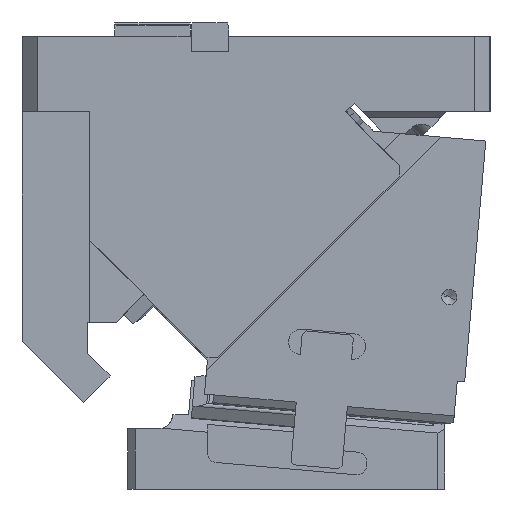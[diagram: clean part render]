
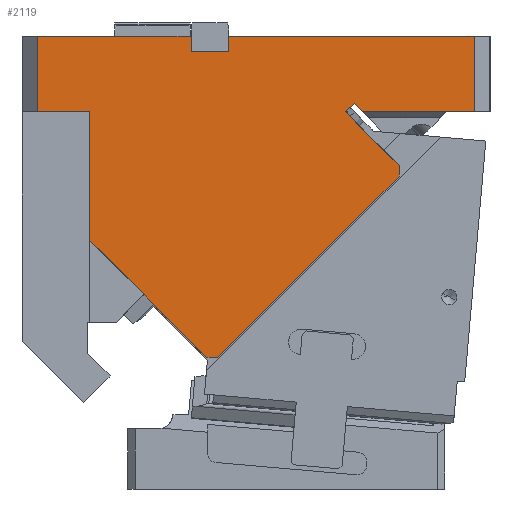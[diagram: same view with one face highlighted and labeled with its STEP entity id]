
A CAD part, front view. The second image highlights one B-rep face of the part: STEP entity #2119.
In plain terms, the highlighted planar face has unit normal (0, -1, 0).
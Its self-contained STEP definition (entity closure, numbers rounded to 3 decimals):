
#435=CARTESIAN_POINT('Vertex',(-300.,-75.,300.)) ;
#438=CARTESIAN_POINT('Line Origine',(-249.,-75.,300.)) ;
#442=CARTESIAN_POINT('Vertex',(-198.,-75.,300.)) ;
#820=CARTESIAN_POINT('Vertex',(-173.,-75.,300.)) ;
#823=CARTESIAN_POINT('Line Origine',(-91.5,-75.,300.)) ;
#827=CARTESIAN_POINT('Vertex',(-10.,-75.,300.)) ;
#998=CARTESIAN_POINT('Vertex',(-10.,-75.,250.)) ;
#1001=CARTESIAN_POINT('Line Origine',(-47.191,-75.,250.)) ;
#1005=CARTESIAN_POINT('Vertex',(-84.382,-75.,250.)) ;
#1218=CARTESIAN_POINT('Line Origine',(-87.166,-75.,252.784)) ;
#1222=CARTESIAN_POINT('Vertex',(-89.951,-75.,255.569)) ;
#1982=CARTESIAN_POINT('Line Origine',(-198.,-75.,295.)) ;
#1986=CARTESIAN_POINT('Vertex',(-198.,-75.,290.)) ;
#2001=CARTESIAN_POINT('Axis2P3D Location',(0.,-75.,250.)) ;
#2006=CARTESIAN_POINT('Line Origine',(-226.266,-75.,126.011)) ;
#2010=CARTESIAN_POINT('Vertex',(-187.531,-75.,87.277)) ;
#2012=CARTESIAN_POINT('Vertex',(-265.,-75.,164.746)) ;
#2015=CARTESIAN_POINT('Line Origine',(-183.996,-75.,87.277)) ;
#2019=CARTESIAN_POINT('Vertex',(-180.46,-75.,87.277)) ;
#2022=CARTESIAN_POINT('Line Origine',(-120.356,-75.,147.381)) ;
#2026=CARTESIAN_POINT('Vertex',(-60.252,-75.,207.485)) ;
#2029=CARTESIAN_POINT('Line Origine',(-60.252,-75.,211.021)) ;
#2033=CARTESIAN_POINT('Vertex',(-60.252,-75.,214.556)) ;
#2036=CARTESIAN_POINT('Line Origine',(-77.939,-75.,232.244)) ;
#2040=CARTESIAN_POINT('Vertex',(-95.627,-75.,249.931)) ;
#2043=CARTESIAN_POINT('Line Origine',(-95.273,-75.,250.284)) ;
#2047=CARTESIAN_POINT('Vertex',(-94.919,-75.,250.638)) ;
#2050=CARTESIAN_POINT('Line Origine',(-94.91,-75.,250.628)) ;
#2054=CARTESIAN_POINT('Vertex',(-94.9,-75.,250.619)) ;
#2057=CARTESIAN_POINT('Line Origine',(-92.426,-75.,253.094)) ;
#2062=CARTESIAN_POINT('Line Origine',(-10.,-75.,275.)) ;
#2067=CARTESIAN_POINT('Line Origine',(-173.,-75.,295.)) ;
#2071=CARTESIAN_POINT('Vertex',(-173.,-75.,290.)) ;
#2074=CARTESIAN_POINT('Line Origine',(-185.5,-75.,290.)) ;
#2079=CARTESIAN_POINT('Line Origine',(-300.,-75.,275.)) ;
#2083=CARTESIAN_POINT('Vertex',(-300.,-75.,250.)) ;
#2086=CARTESIAN_POINT('Line Origine',(-282.5,-75.,250.)) ;
#2090=CARTESIAN_POINT('Vertex',(-265.,-75.,250.)) ;
#2093=CARTESIAN_POINT('Line Origine',(-265.,-75.,207.373)) ;
#439=DIRECTION('Vector Direction',(-1.,0.,0.)) ;
#824=DIRECTION('Vector Direction',(-1.,0.,0.)) ;
#1002=DIRECTION('Vector Direction',(1.,0.,0.)) ;
#1219=DIRECTION('Vector Direction',(0.707,0.,-0.707)) ;
#1983=DIRECTION('Vector Direction',(0.,0.,1.)) ;
#2002=DIRECTION('Axis2P3D Direction',(0.,1.,0.)) ;
#2003=DIRECTION('Axis2P3D XDirection',(-1.,0.,0.)) ;
#2007=DIRECTION('Vector Direction',(-0.707,0.,0.707)) ;
#2016=DIRECTION('Vector Direction',(1.,0.,0.)) ;
#2023=DIRECTION('Vector Direction',(0.707,0.,0.707)) ;
#2030=DIRECTION('Vector Direction',(0.,0.,1.)) ;
#2037=DIRECTION('Vector Direction',(-0.707,0.,0.707)) ;
#2044=DIRECTION('Vector Direction',(0.707,0.,0.707)) ;
#2051=DIRECTION('Vector Direction',(-0.707,0.,0.707)) ;
#2058=DIRECTION('Vector Direction',(0.707,0.,0.707)) ;
#2063=DIRECTION('Vector Direction',(0.,0.,1.)) ;
#2068=DIRECTION('Vector Direction',(0.,0.,1.)) ;
#2075=DIRECTION('Vector Direction',(1.,0.,0.)) ;
#2080=DIRECTION('Vector Direction',(0.,0.,-1.)) ;
#2087=DIRECTION('Vector Direction',(1.,0.,0.)) ;
#2094=DIRECTION('Vector Direction',(0.,0.,-1.)) ;
#2004=AXIS2_PLACEMENT_3D('Plane Axis2P3D',#2001,#2002,#2003) ;
#2099=ORIENTED_EDGE('',*,*,#2014,.F.) ;
#2100=ORIENTED_EDGE('',*,*,#2021,.T.) ;
#2101=ORIENTED_EDGE('',*,*,#2028,.T.) ;
#2102=ORIENTED_EDGE('',*,*,#2035,.T.) ;
#2103=ORIENTED_EDGE('',*,*,#2042,.T.) ;
#2104=ORIENTED_EDGE('',*,*,#2049,.T.) ;
#2105=ORIENTED_EDGE('',*,*,#2056,.F.) ;
#2106=ORIENTED_EDGE('',*,*,#2061,.T.) ;
#2107=ORIENTED_EDGE('',*,*,#1224,.T.) ;
#2108=ORIENTED_EDGE('',*,*,#1007,.T.) ;
#2109=ORIENTED_EDGE('',*,*,#2066,.T.) ;
#2110=ORIENTED_EDGE('',*,*,#829,.T.) ;
#2111=ORIENTED_EDGE('',*,*,#2073,.F.) ;
#2112=ORIENTED_EDGE('',*,*,#2078,.F.) ;
#2113=ORIENTED_EDGE('',*,*,#1988,.T.) ;
#2114=ORIENTED_EDGE('',*,*,#444,.T.) ;
#2115=ORIENTED_EDGE('',*,*,#2085,.T.) ;
#2116=ORIENTED_EDGE('',*,*,#2092,.T.) ;
#2117=ORIENTED_EDGE('',*,*,#2097,.T.) ;
#440=VECTOR('Line Direction',#439,1.) ;
#825=VECTOR('Line Direction',#824,1.) ;
#1003=VECTOR('Line Direction',#1002,1.) ;
#1220=VECTOR('Line Direction',#1219,1.) ;
#1984=VECTOR('Line Direction',#1983,1.) ;
#2008=VECTOR('Line Direction',#2007,1.) ;
#2017=VECTOR('Line Direction',#2016,1.) ;
#2024=VECTOR('Line Direction',#2023,1.) ;
#2031=VECTOR('Line Direction',#2030,1.) ;
#2038=VECTOR('Line Direction',#2037,1.) ;
#2045=VECTOR('Line Direction',#2044,1.) ;
#2052=VECTOR('Line Direction',#2051,1.) ;
#2059=VECTOR('Line Direction',#2058,1.) ;
#2064=VECTOR('Line Direction',#2063,1.) ;
#2069=VECTOR('Line Direction',#2068,1.) ;
#2076=VECTOR('Line Direction',#2075,1.) ;
#2081=VECTOR('Line Direction',#2080,1.) ;
#2088=VECTOR('Line Direction',#2087,1.) ;
#2095=VECTOR('Line Direction',#2094,1.) ;
#2119=ADVANCED_FACE('CAM HOLDER',(#2118),#2005,.F.) ;
#444=EDGE_CURVE('',#443,#436,#441,.T.) ;
#829=EDGE_CURVE('',#828,#821,#826,.T.) ;
#1007=EDGE_CURVE('',#1006,#999,#1004,.T.) ;
#1224=EDGE_CURVE('',#1223,#1006,#1221,.T.) ;
#1988=EDGE_CURVE('',#1987,#443,#1985,.T.) ;
#2014=EDGE_CURVE('',#2011,#2013,#2009,.T.) ;
#2021=EDGE_CURVE('',#2011,#2020,#2018,.T.) ;
#2028=EDGE_CURVE('',#2020,#2027,#2025,.T.) ;
#2035=EDGE_CURVE('',#2027,#2034,#2032,.T.) ;
#2042=EDGE_CURVE('',#2034,#2041,#2039,.T.) ;
#2049=EDGE_CURVE('',#2041,#2048,#2046,.T.) ;
#2056=EDGE_CURVE('',#2055,#2048,#2053,.T.) ;
#2061=EDGE_CURVE('',#2055,#1223,#2060,.T.) ;
#2066=EDGE_CURVE('',#999,#828,#2065,.T.) ;
#2073=EDGE_CURVE('',#2072,#821,#2070,.T.) ;
#2078=EDGE_CURVE('',#1987,#2072,#2077,.T.) ;
#2085=EDGE_CURVE('',#436,#2084,#2082,.T.) ;
#2092=EDGE_CURVE('',#2084,#2091,#2089,.T.) ;
#2097=EDGE_CURVE('',#2091,#2013,#2096,.T.) ;
#2098=EDGE_LOOP('',(#2099,#2100,#2101,#2102,#2103,#2104,#2105,#2106,#2107,#2108,#2109,#2110,#2111,#2112,#2113,#2114,#2115,#2116,#2117)) ;
#2118=FACE_OUTER_BOUND('',#2098,.T.) ;
#441=LINE('Line',#438,#440) ;
#826=LINE('Line',#823,#825) ;
#1004=LINE('Line',#1001,#1003) ;
#1221=LINE('Line',#1218,#1220) ;
#1985=LINE('Line',#1982,#1984) ;
#2009=LINE('Line',#2006,#2008) ;
#2018=LINE('Line',#2015,#2017) ;
#2025=LINE('Line',#2022,#2024) ;
#2032=LINE('Line',#2029,#2031) ;
#2039=LINE('Line',#2036,#2038) ;
#2046=LINE('Line',#2043,#2045) ;
#2053=LINE('Line',#2050,#2052) ;
#2060=LINE('Line',#2057,#2059) ;
#2065=LINE('Line',#2062,#2064) ;
#2070=LINE('Line',#2067,#2069) ;
#2077=LINE('Line',#2074,#2076) ;
#2082=LINE('Line',#2079,#2081) ;
#2089=LINE('Line',#2086,#2088) ;
#2096=LINE('Line',#2093,#2095) ;
#2005=PLANE('Plane',#2004) ;
#436=VERTEX_POINT('',#435) ;
#443=VERTEX_POINT('',#442) ;
#821=VERTEX_POINT('',#820) ;
#828=VERTEX_POINT('',#827) ;
#999=VERTEX_POINT('',#998) ;
#1006=VERTEX_POINT('',#1005) ;
#1223=VERTEX_POINT('',#1222) ;
#1987=VERTEX_POINT('',#1986) ;
#2011=VERTEX_POINT('',#2010) ;
#2013=VERTEX_POINT('',#2012) ;
#2020=VERTEX_POINT('',#2019) ;
#2027=VERTEX_POINT('',#2026) ;
#2034=VERTEX_POINT('',#2033) ;
#2041=VERTEX_POINT('',#2040) ;
#2048=VERTEX_POINT('',#2047) ;
#2055=VERTEX_POINT('',#2054) ;
#2072=VERTEX_POINT('',#2071) ;
#2084=VERTEX_POINT('',#2083) ;
#2091=VERTEX_POINT('',#2090) ;
